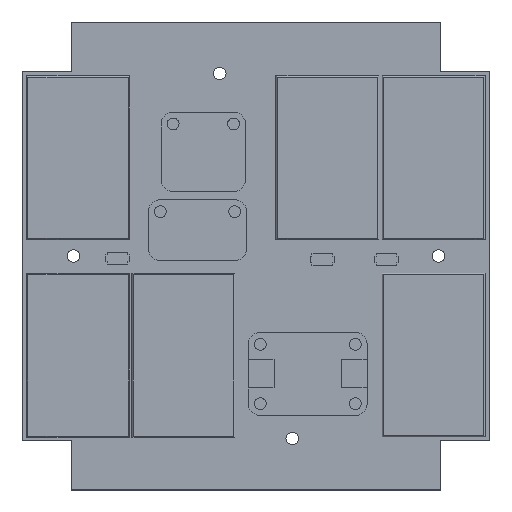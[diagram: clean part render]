
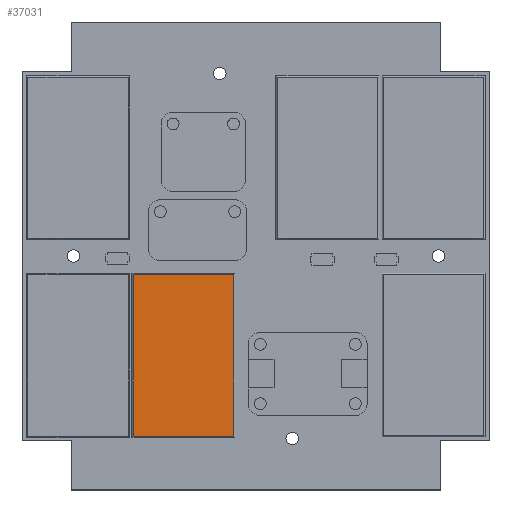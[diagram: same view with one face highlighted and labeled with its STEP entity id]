
A CAD part, top view. The second image highlights one B-rep face of the part: STEP entity #37031.
In plain terms, the highlighted face is planar.
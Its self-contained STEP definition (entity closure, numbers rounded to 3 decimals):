
#36785 = PLANE('',#36786);
#36786 = AXIS2_PLACEMENT_3D('',#36787,#36788,#36789);
#36787 = CARTESIAN_POINT('',(0.25,1.2,0.));
#36788 = DIRECTION('',(0.707,-0.707,0.));
#36789 = DIRECTION('',(0.,0.,1.));
#36866 = PLANE('',#36867);
#36867 = AXIS2_PLACEMENT_3D('',#36868,#36869,#36870);
#36868 = CARTESIAN_POINT('',(0.,1.2,-0.25));
#36869 = DIRECTION('',(0.,-0.707,-0.707));
#36870 = DIRECTION('',(1.,0.,0.));
#36947 = PLANE('',#36948);
#36948 = AXIS2_PLACEMENT_3D('',#36949,#36950,#36951);
#36949 = CARTESIAN_POINT('',(21.75,1.2,0.));
#36950 = DIRECTION('',(-0.707,-0.707,
    0.));
#36951 = DIRECTION('',(0.,0.,-1.));
#36998 = PLANE('',#36999);
#36999 = AXIS2_PLACEMENT_3D('',#37000,#37001,#37002);
#37000 = CARTESIAN_POINT('',(0.,1.2,-34.75));
#37001 = DIRECTION('',(0.,-0.707,0.707));
#37002 = DIRECTION('',(-1.,0.,0.));
#37031 = ADVANCED_FACE('',(#37032),#37046,.F.);
#37032 = FACE_BOUND('',#37033,.F.);
#37033 = EDGE_LOOP('',(#37034,#37064,#37087,#37110));
#37034 = ORIENTED_EDGE('',*,*,#37035,.F.);
#37035 = EDGE_CURVE('',#37036,#37038,#37040,.T.);
#37036 = VERTEX_POINT('',#37037);
#37037 = CARTESIAN_POINT('',(0.25,1.2,-34.75));
#37038 = VERTEX_POINT('',#37039);
#37039 = CARTESIAN_POINT('',(0.25,1.2,-0.25));
#37040 = SURFACE_CURVE('',#37041,(#37045,#37057),.PCURVE_S1.);
#37041 = LINE('',#37042,#37043);
#37042 = CARTESIAN_POINT('',(0.25,1.2,0.));
#37043 = VECTOR('',#37044,1.);
#37044 = DIRECTION('',(0.,0.,1.));
#37045 = PCURVE('',#37046,#37051);
#37046 = PLANE('',#37047);
#37047 = AXIS2_PLACEMENT_3D('',#37048,#37049,#37050);
#37048 = CARTESIAN_POINT('',(0.,1.2,0.));
#37049 = DIRECTION('',(0.,-1.,0.));
#37050 = DIRECTION('',(0.,0.,-1.));
#37051 = DEFINITIONAL_REPRESENTATION('',(#37052),#37056);
#37052 = LINE('',#37053,#37054);
#37053 = CARTESIAN_POINT('',(0.,0.25));
#37054 = VECTOR('',#37055,1.);
#37055 = DIRECTION('',(-1.,0.));
#37056 = ( GEOMETRIC_REPRESENTATION_CONTEXT(2) 
PARAMETRIC_REPRESENTATION_CONTEXT() REPRESENTATION_CONTEXT('2D SPACE',''
  ) );
#37057 = PCURVE('',#36785,#37058);
#37058 = DEFINITIONAL_REPRESENTATION('',(#37059),#37063);
#37059 = LINE('',#37060,#37061);
#37060 = CARTESIAN_POINT('',(0.,0.));
#37061 = VECTOR('',#37062,1.);
#37062 = DIRECTION('',(1.,0.));
#37063 = ( GEOMETRIC_REPRESENTATION_CONTEXT(2) 
PARAMETRIC_REPRESENTATION_CONTEXT() REPRESENTATION_CONTEXT('2D SPACE',''
  ) );
#37064 = ORIENTED_EDGE('',*,*,#37065,.F.);
#37065 = EDGE_CURVE('',#37066,#37036,#37068,.T.);
#37066 = VERTEX_POINT('',#37067);
#37067 = CARTESIAN_POINT('',(21.75,1.2,-34.75));
#37068 = SURFACE_CURVE('',#37069,(#37073,#37080),.PCURVE_S1.);
#37069 = LINE('',#37070,#37071);
#37070 = CARTESIAN_POINT('',(0.,1.2,-34.75));
#37071 = VECTOR('',#37072,1.);
#37072 = DIRECTION('',(-1.,0.,0.));
#37073 = PCURVE('',#37046,#37074);
#37074 = DEFINITIONAL_REPRESENTATION('',(#37075),#37079);
#37075 = LINE('',#37076,#37077);
#37076 = CARTESIAN_POINT('',(34.75,0.));
#37077 = VECTOR('',#37078,1.);
#37078 = DIRECTION('',(0.,-1.));
#37079 = ( GEOMETRIC_REPRESENTATION_CONTEXT(2) 
PARAMETRIC_REPRESENTATION_CONTEXT() REPRESENTATION_CONTEXT('2D SPACE',''
  ) );
#37080 = PCURVE('',#36998,#37081);
#37081 = DEFINITIONAL_REPRESENTATION('',(#37082),#37086);
#37082 = LINE('',#37083,#37084);
#37083 = CARTESIAN_POINT('',(0.,0.));
#37084 = VECTOR('',#37085,1.);
#37085 = DIRECTION('',(1.,0.));
#37086 = ( GEOMETRIC_REPRESENTATION_CONTEXT(2) 
PARAMETRIC_REPRESENTATION_CONTEXT() REPRESENTATION_CONTEXT('2D SPACE',''
  ) );
#37087 = ORIENTED_EDGE('',*,*,#37088,.F.);
#37088 = EDGE_CURVE('',#37089,#37066,#37091,.T.);
#37089 = VERTEX_POINT('',#37090);
#37090 = CARTESIAN_POINT('',(21.75,1.2,-0.25));
#37091 = SURFACE_CURVE('',#37092,(#37096,#37103),.PCURVE_S1.);
#37092 = LINE('',#37093,#37094);
#37093 = CARTESIAN_POINT('',(21.75,1.2,0.));
#37094 = VECTOR('',#37095,1.);
#37095 = DIRECTION('',(0.,0.,-1.));
#37096 = PCURVE('',#37046,#37097);
#37097 = DEFINITIONAL_REPRESENTATION('',(#37098),#37102);
#37098 = LINE('',#37099,#37100);
#37099 = CARTESIAN_POINT('',(0.,21.75));
#37100 = VECTOR('',#37101,1.);
#37101 = DIRECTION('',(1.,0.));
#37102 = ( GEOMETRIC_REPRESENTATION_CONTEXT(2) 
PARAMETRIC_REPRESENTATION_CONTEXT() REPRESENTATION_CONTEXT('2D SPACE',''
  ) );
#37103 = PCURVE('',#36947,#37104);
#37104 = DEFINITIONAL_REPRESENTATION('',(#37105),#37109);
#37105 = LINE('',#37106,#37107);
#37106 = CARTESIAN_POINT('',(0.,0.));
#37107 = VECTOR('',#37108,1.);
#37108 = DIRECTION('',(1.,0.));
#37109 = ( GEOMETRIC_REPRESENTATION_CONTEXT(2) 
PARAMETRIC_REPRESENTATION_CONTEXT() REPRESENTATION_CONTEXT('2D SPACE',''
  ) );
#37110 = ORIENTED_EDGE('',*,*,#37111,.F.);
#37111 = EDGE_CURVE('',#37038,#37089,#37112,.T.);
#37112 = SURFACE_CURVE('',#37113,(#37117,#37124),.PCURVE_S1.);
#37113 = LINE('',#37114,#37115);
#37114 = CARTESIAN_POINT('',(0.,1.2,-0.25));
#37115 = VECTOR('',#37116,1.);
#37116 = DIRECTION('',(1.,0.,0.));
#37117 = PCURVE('',#37046,#37118);
#37118 = DEFINITIONAL_REPRESENTATION('',(#37119),#37123);
#37119 = LINE('',#37120,#37121);
#37120 = CARTESIAN_POINT('',(0.25,0.));
#37121 = VECTOR('',#37122,1.);
#37122 = DIRECTION('',(0.,1.));
#37123 = ( GEOMETRIC_REPRESENTATION_CONTEXT(2) 
PARAMETRIC_REPRESENTATION_CONTEXT() REPRESENTATION_CONTEXT('2D SPACE',''
  ) );
#37124 = PCURVE('',#36866,#37125);
#37125 = DEFINITIONAL_REPRESENTATION('',(#37126),#37130);
#37126 = LINE('',#37127,#37128);
#37127 = CARTESIAN_POINT('',(0.,0.));
#37128 = VECTOR('',#37129,1.);
#37129 = DIRECTION('',(1.,0.));
#37130 = ( GEOMETRIC_REPRESENTATION_CONTEXT(2) 
PARAMETRIC_REPRESENTATION_CONTEXT() REPRESENTATION_CONTEXT('2D SPACE',''
  ) );
